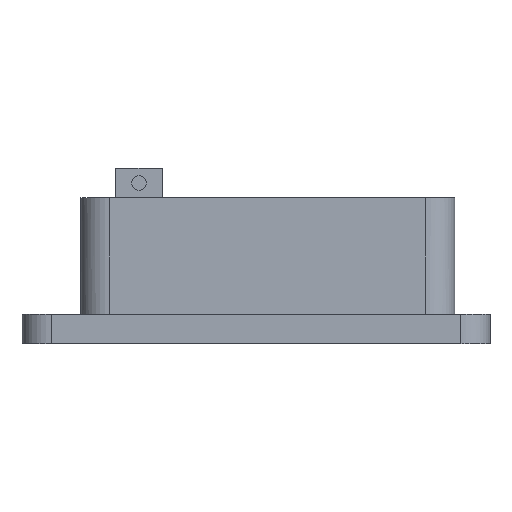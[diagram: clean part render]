
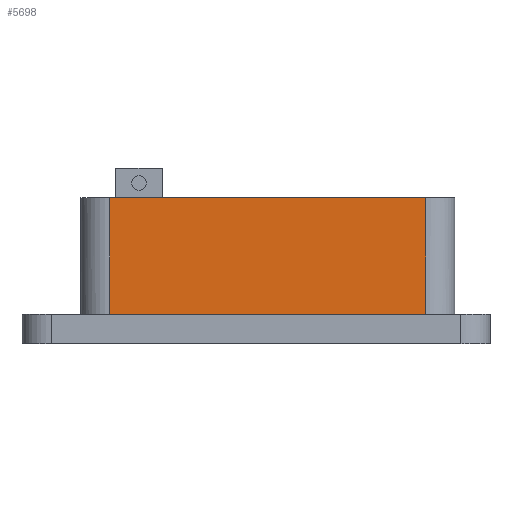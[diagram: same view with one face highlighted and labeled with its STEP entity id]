
A CAD part, front view. The second image highlights one B-rep face of the part: STEP entity #5698.
In plain terms, the highlighted planar face has unit normal (0, -1, 0).
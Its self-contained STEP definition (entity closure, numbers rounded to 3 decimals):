
#332=VERTEX_POINT('',#331) ;
#339=VERTEX_POINT('',#338) ;
#1580=VERTEX_POINT('',#1579) ;
#1587=VERTEX_POINT('',#1586) ;
#336=VECTOR('Line Direction',#335,1.) ;
#1584=VECTOR('Line Direction',#1583,1.) ;
#5671=VECTOR('Line Direction',#5670,1.) ;
#5689=VECTOR('Line Direction',#5688,1.) ;
#335=DIRECTION('Vector Direction',(1.,0.,0.)) ;
#1583=DIRECTION('Vector Direction',(-1.,0.,0.)) ;
#5670=DIRECTION('Vector Direction',(0.,0.,-1.)) ;
#5683=DIRECTION('Axis2P3D Direction',(0.,1.,0.)) ;
#5684=DIRECTION('Axis2P3D XDirection',(-1.,0.,0.)) ;
#5688=DIRECTION('Vector Direction',(0.,0.,-1.)) ;
#331=CARTESIAN_POINT('Vertex',(-31.75,-63.5,31.75)) ;
#334=CARTESIAN_POINT('Line Origine',(2.54,-63.5,31.75)) ;
#338=CARTESIAN_POINT('Vertex',(36.83,-63.5,31.75)) ;
#1579=CARTESIAN_POINT('Vertex',(36.83,-63.5,6.35)) ;
#1582=CARTESIAN_POINT('Line Origine',(2.54,-63.5,6.35)) ;
#1586=CARTESIAN_POINT('Vertex',(-31.75,-63.5,6.35)) ;
#5669=CARTESIAN_POINT('Line Origine',(36.83,-63.5,31.75)) ;
#5682=CARTESIAN_POINT('Axis2P3D Location',(-38.1,-63.5,31.75)) ;
#5687=CARTESIAN_POINT('Line Origine',(-31.75,-63.5,19.05)) ;
#5685=AXIS2_PLACEMENT_3D('Plane Axis2P3D',#5682,#5683,#5684) ;
#337=LINE('Line',#334,#336) ;
#1585=LINE('Line',#1582,#1584) ;
#5672=LINE('Line',#5669,#5671) ;
#5690=LINE('Line',#5687,#5689) ;
#5686=PLANE('',#5685) ;
#340=EDGE_CURVE('',#332,#339,#337,.T.) ;
#1588=EDGE_CURVE('',#1580,#1587,#1585,.T.) ;
#5673=EDGE_CURVE('',#1580,#339,#5672,.F.) ;
#5691=EDGE_CURVE('',#332,#1587,#5690,.T.) ;
#5693=ORIENTED_EDGE('',*,*,#340,.F.) ;
#5694=ORIENTED_EDGE('',*,*,#5691,.T.) ;
#5695=ORIENTED_EDGE('',*,*,#1588,.F.) ;
#5696=ORIENTED_EDGE('',*,*,#5673,.T.) ;
#5692=EDGE_LOOP('',(#5693,#5694,#5695,#5696)) ;
#5698=ADVANCED_FACE('MANIFOLD_SOLID_BREP #423',(#5697),#5686,.F.) ;
#5697=FACE_OUTER_BOUND('',#5692,.T.) ;
